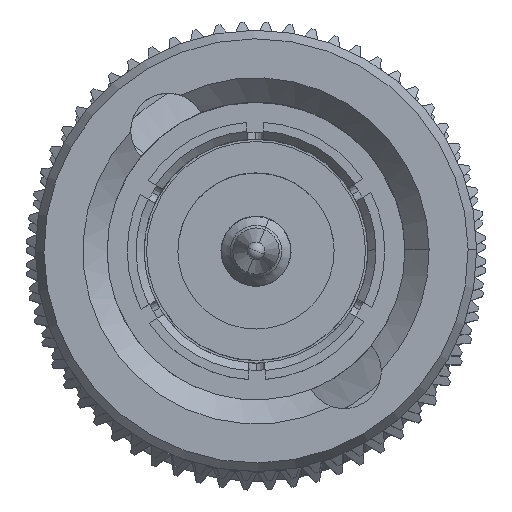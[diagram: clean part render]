
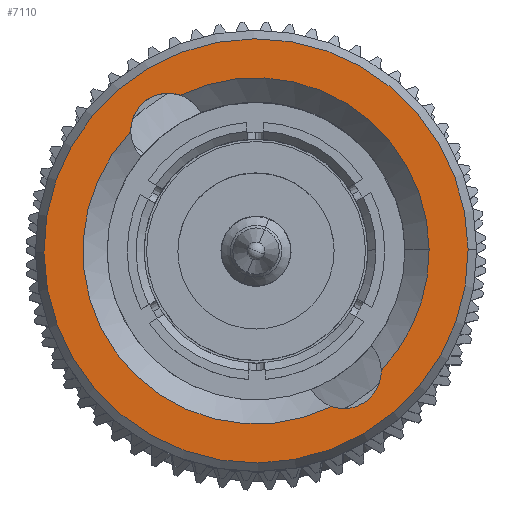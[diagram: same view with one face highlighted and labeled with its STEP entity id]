
A CAD part, top view. The second image highlights one B-rep face of the part: STEP entity #7110.
In plain terms, the highlighted face is planar.
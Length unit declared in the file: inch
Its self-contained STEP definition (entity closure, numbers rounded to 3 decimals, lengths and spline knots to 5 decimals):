
#176 = CIRCLE ( 'NONE', #8474, 0.04645 ) ;
#246 = EDGE_CURVE ( 'NONE', #4229, #13016, #176, .T. ) ;
#682 = DIRECTION ( 'NONE',  ( 1., 0., 0. ) ) ;
#980 = CARTESIAN_POINT ( 'NONE',  ( 0.33873, -0.19403, 0.09247 ) ) ;
#1017 = DIRECTION ( 'NONE',  ( -1., 0., 0. ) ) ;
#1134 = VERTEX_POINT ( 'NONE', #7989 ) ;
#1177 = DIRECTION ( 'NONE',  ( 0., 0., -1. ) ) ;
#1355 = CARTESIAN_POINT ( 'NONE',  ( 0.33873, 0.15021, -0.15434 ) ) ;
#1618 = CARTESIAN_POINT ( 'NONE',  ( 0.33873, -0.15021, 0.10789 ) ) ;
#1641 = CARTESIAN_POINT ( 'NONE',  ( 0.33873, 0.14961, -0.15433 ) ) ;
#1799 = CARTESIAN_POINT ( 'NONE',  ( 0.33873, 0., 0.21494 ) ) ;
#1834 = DIRECTION ( 'NONE',  ( 1., 0., 0. ) ) ;
#2089 = DIRECTION ( 'NONE',  ( 0., 0., 1. ) ) ;
#2156 = EDGE_CURVE ( 'NONE', #8833, #6478, #7817, .T. ) ;
#2270 = DIRECTION ( 'NONE',  ( 1., 0., 0. ) ) ;
#2827 = AXIS2_PLACEMENT_3D ( 'NONE', #1618, #12370, #4365 ) ;
#2893 = ORIENTED_EDGE ( 'NONE', *, *, #9459, .T. ) ;
#3605 = DIRECTION ( 'NONE',  ( 0., 0., -1. ) ) ;
#3742 = EDGE_CURVE ( 'NONE', #1134, #17260, #9282, .T. ) ;
#3821 = CARTESIAN_POINT ( 'NONE',  ( 0.33873, 0.15021, -0.10789 ) ) ;
#4229 = VERTEX_POINT ( 'NONE', #1641 ) ;
#4365 = DIRECTION ( 'NONE',  ( 0., 0., 1. ) ) ;
#4460 = EDGE_CURVE ( 'NONE', #13016, #8833, #11627, .T. ) ;
#4630 = AXIS2_PLACEMENT_3D ( 'NONE', #3821, #2270, #9258 ) ;
#4699 = CARTESIAN_POINT ( 'NONE',  ( 0.33873, 0., 0. ) ) ;
#4828 = EDGE_LOOP ( 'NONE', ( #14784, #10624, #2893, #7072, #5589, #11712, #17223 ) ) ;
#5177 = CARTESIAN_POINT ( 'NONE',  ( 0.33873, 0.19403, -0.09247 ) ) ;
#5589 = ORIENTED_EDGE ( 'NONE', *, *, #8316, .T. ) ;
#5983 = AXIS2_PLACEMENT_3D ( 'NONE', #16373, #15251, #9742 ) ;
#6040 = AXIS2_PLACEMENT_3D ( 'NONE', #4699, #1834, #14256 ) ;
#6478 = VERTEX_POINT ( 'NONE', #1799 ) ;
#7072 = ORIENTED_EDGE ( 'NONE', *, *, #15282, .T. ) ;
#7110 = ADVANCED_FACE ( 'NONE', ( #10045, #8557 ), #17305, .F. ) ;
#7158 = AXIS2_PLACEMENT_3D ( 'NONE', #16158, #9345, #1177 ) ;
#7522 = CIRCLE ( 'NONE', #7158, 0.21494 ) ;
#7817 = CIRCLE ( 'NONE', #16746, 0.21494 ) ;
#7826 = AXIS2_PLACEMENT_3D ( 'NONE', #14682, #1017, #15818 ) ;
#7989 = CARTESIAN_POINT ( 'NONE',  ( 0.33873, 0., -0.26339 ) ) ;
#8316 = EDGE_CURVE ( 'NONE', #14827, #4229, #12820, .T. ) ;
#8474 = AXIS2_PLACEMENT_3D ( 'NONE', #17051, #682, #12803 ) ;
#8557 = FACE_OUTER_BOUND ( 'NONE', #14770, .T. ) ;
#8833 = VERTEX_POINT ( 'NONE', #5177 ) ;
#9103 = DIRECTION ( 'NONE',  ( 0., 0., -1. ) ) ;
#9258 = DIRECTION ( 'NONE',  ( 0., 0., -1. ) ) ;
#9282 = CIRCLE ( 'NONE', #5983, 0.26339 ) ;
#9345 = DIRECTION ( 'NONE',  ( 1., 0., 0. ) ) ;
#9351 = CARTESIAN_POINT ( 'NONE',  ( 0.33873, -0.14961, 0.15433 ) ) ;
#9459 = EDGE_CURVE ( 'NONE', #17294, #11745, #10031, .T. ) ;
#9742 = DIRECTION ( 'NONE',  ( 0., 0., 1. ) ) ;
#10031 = CIRCLE ( 'NONE', #2827, 0.04645 ) ;
#10045 = FACE_BOUND ( 'NONE', #4828, .T. ) ;
#10148 = CARTESIAN_POINT ( 'NONE',  ( 0.33873, -0.15021, 0.10789 ) ) ;
#10624 = ORIENTED_EDGE ( 'NONE', *, *, #16384, .T. ) ;
#11627 = CIRCLE ( 'NONE', #4630, 0.04645 ) ;
#11712 = ORIENTED_EDGE ( 'NONE', *, *, #246, .T. ) ;
#11745 = VERTEX_POINT ( 'NONE', #15929 ) ;
#12157 = AXIS2_PLACEMENT_3D ( 'NONE', #10148, #12793, #2089 ) ;
#12370 = DIRECTION ( 'NONE',  ( 1., 0., 0. ) ) ;
#12392 = ORIENTED_EDGE ( 'NONE', *, *, #15436, .T. ) ;
#12793 = DIRECTION ( 'NONE',  ( 1., 0., 0. ) ) ;
#12803 = DIRECTION ( 'NONE',  ( 0., 0., -1. ) ) ;
#12820 = CIRCLE ( 'NONE', #6040, 0.21494 ) ;
#13016 = VERTEX_POINT ( 'NONE', #1355 ) ;
#13376 = ORIENTED_EDGE ( 'NONE', *, *, #3742, .T. ) ;
#13547 = CIRCLE ( 'NONE', #7826, 0.26339 ) ;
#14256 = DIRECTION ( 'NONE',  ( 0., 0., -1. ) ) ;
#14540 = CARTESIAN_POINT ( 'NONE',  ( 0.33873, 0., 0. ) ) ;
#14682 = CARTESIAN_POINT ( 'NONE',  ( 0.33873, 0., 0. ) ) ;
#14770 = EDGE_LOOP ( 'NONE', ( #13376, #12392 ) ) ;
#14784 = ORIENTED_EDGE ( 'NONE', *, *, #2156, .T. ) ;
#14827 = VERTEX_POINT ( 'NONE', #980 ) ;
#14966 = CARTESIAN_POINT ( 'NONE',  ( 0.33873, 0., 0.26339 ) ) ;
#15251 = DIRECTION ( 'NONE',  ( -1., 0., 0. ) ) ;
#15282 = EDGE_CURVE ( 'NONE', #11745, #14827, #17603, .T. ) ;
#15436 = EDGE_CURVE ( 'NONE', #17260, #1134, #13547, .T. ) ;
#15818 = DIRECTION ( 'NONE',  ( 0., 0., 1. ) ) ;
#15853 = DIRECTION ( 'NONE',  ( 1., 0., 0. ) ) ;
#15929 = CARTESIAN_POINT ( 'NONE',  ( 0.33873, -0.15021, 0.15434 ) ) ;
#16033 = DIRECTION ( 'NONE',  ( 1., 0., 0. ) ) ;
#16158 = CARTESIAN_POINT ( 'NONE',  ( 0.33873, 0., 0. ) ) ;
#16373 = CARTESIAN_POINT ( 'NONE',  ( 0.33873, 0., 0. ) ) ;
#16384 = EDGE_CURVE ( 'NONE', #6478, #17294, #7522, .T. ) ;
#16436 = AXIS2_PLACEMENT_3D ( 'NONE', #17196, #15853, #3605 ) ;
#16746 = AXIS2_PLACEMENT_3D ( 'NONE', #14540, #16033, #9103 ) ;
#17051 = CARTESIAN_POINT ( 'NONE',  ( 0.33873, 0.15021, -0.10789 ) ) ;
#17196 = CARTESIAN_POINT ( 'NONE',  ( 0.33873, 0., -0.26339 ) ) ;
#17223 = ORIENTED_EDGE ( 'NONE', *, *, #4460, .T. ) ;
#17260 = VERTEX_POINT ( 'NONE', #14966 ) ;
#17294 = VERTEX_POINT ( 'NONE', #9351 ) ;
#17305 = PLANE ( 'NONE',  #16436 ) ;
#17603 = CIRCLE ( 'NONE', #12157, 0.04645 ) ;
